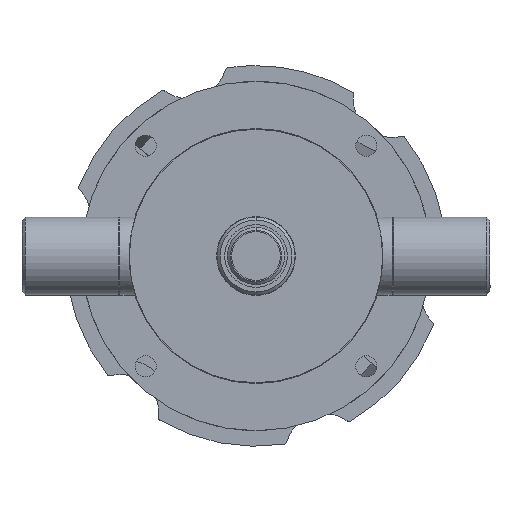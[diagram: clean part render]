
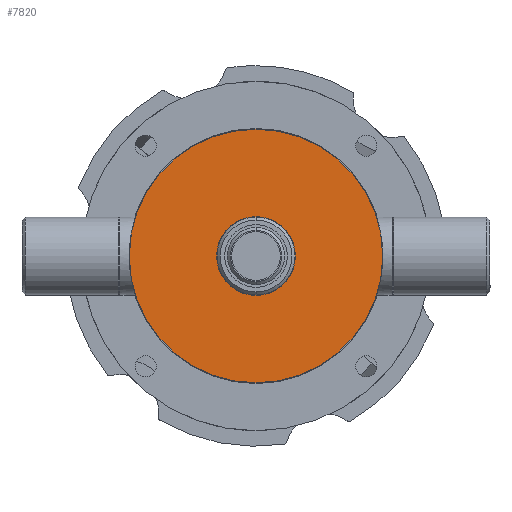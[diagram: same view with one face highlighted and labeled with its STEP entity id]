
A CAD part, left-side view. The second image highlights one B-rep face of the part: STEP entity #7820.
In plain terms, the highlighted planar face has unit normal (-1, 0, 0).
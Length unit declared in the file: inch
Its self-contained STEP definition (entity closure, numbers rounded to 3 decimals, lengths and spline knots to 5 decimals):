
#453 = CARTESIAN_POINT ( 'NONE',  ( -0.125, 0., 0. ) ) ;
#518 = VERTEX_POINT ( 'NONE', #1896 ) ;
#638 = CARTESIAN_POINT ( 'NONE',  ( -0.125, 0.8125, 0. ) ) ;
#782 = DIRECTION ( 'NONE',  ( -1., 0., 0. ) ) ;
#1307 = DIRECTION ( 'NONE',  ( 1., 0., 0. ) ) ;
#1417 = DIRECTION ( 'NONE',  ( 0., 0., -1. ) ) ;
#1896 = CARTESIAN_POINT ( 'NONE',  ( -0.125, 0., -0.8125 ) ) ;
#2126 = AXIS2_PLACEMENT_3D ( 'NONE', #9541, #4354, #10407 ) ;
#2369 = DIRECTION ( 'NONE',  ( -1., 0., 0. ) ) ;
#2432 = CIRCLE ( 'NONE', #6065, 0.2525 ) ;
#2743 = EDGE_CURVE ( 'NONE', #518, #8921, #6971, .T. ) ;
#2912 = EDGE_CURVE ( 'NONE', #3481, #9513, #8444, .T. ) ;
#2913 = ORIENTED_EDGE ( 'NONE', *, *, #6138, .T. ) ;
#3481 = VERTEX_POINT ( 'NONE', #6499 ) ;
#3629 = AXIS2_PLACEMENT_3D ( 'NONE', #638, #2369, #8420 ) ;
#4354 = DIRECTION ( 'NONE',  ( -1., 0., 0. ) ) ;
#6065 = AXIS2_PLACEMENT_3D ( 'NONE', #6511, #1307, #7376 ) ;
#6126 = ORIENTED_EDGE ( 'NONE', *, *, #10139, .T. ) ;
#6138 = EDGE_CURVE ( 'NONE', #8921, #518, #6388, .T. ) ;
#6388 = CIRCLE ( 'NONE', #2126, 0.8125 ) ;
#6499 = CARTESIAN_POINT ( 'NONE',  ( -0.125, 0., 0.2525 ) ) ;
#6511 = CARTESIAN_POINT ( 'NONE',  ( -0.125, 0., 0. ) ) ;
#6697 = AXIS2_PLACEMENT_3D ( 'NONE', #453, #782, #1417 ) ;
#6971 = CIRCLE ( 'NONE', #6697, 0.8125 ) ;
#7178 = EDGE_LOOP ( 'NONE', ( #9942, #2913 ) ) ;
#7376 = DIRECTION ( 'NONE',  ( 0., 0., -1. ) ) ;
#7820 = ADVANCED_FACE ( 'NONE', ( #11123, #10846 ), #10086, .T. ) ;
#8420 = DIRECTION ( 'NONE',  ( 0., 0., 1. ) ) ;
#8444 = CIRCLE ( 'NONE', #10699, 0.2525 ) ;
#8764 = CARTESIAN_POINT ( 'NONE',  ( -0.125, 0., 0.8125 ) ) ;
#8921 = VERTEX_POINT ( 'NONE', #8764 ) ;
#9513 = VERTEX_POINT ( 'NONE', #10590 ) ;
#9541 = CARTESIAN_POINT ( 'NONE',  ( -0.125, 0., 0. ) ) ;
#9558 = ORIENTED_EDGE ( 'NONE', *, *, #2912, .T. ) ;
#9942 = ORIENTED_EDGE ( 'NONE', *, *, #2743, .T. ) ;
#10086 = PLANE ( 'NONE',  #3629 ) ;
#10094 = EDGE_LOOP ( 'NONE', ( #6126, #9558 ) ) ;
#10139 = EDGE_CURVE ( 'NONE', #9513, #3481, #2432, .T. ) ;
#10407 = DIRECTION ( 'NONE',  ( 0., 0., -1. ) ) ;
#10590 = CARTESIAN_POINT ( 'NONE',  ( -0.125, 0., -0.2525 ) ) ;
#10653 = CARTESIAN_POINT ( 'NONE',  ( -0.125, 0., 0. ) ) ;
#10696 = DIRECTION ( 'NONE',  ( 1., 0., 0. ) ) ;
#10699 = AXIS2_PLACEMENT_3D ( 'NONE', #10653, #10696, #10743 ) ;
#10743 = DIRECTION ( 'NONE',  ( 0., 0., -1. ) ) ;
#10846 = FACE_BOUND ( 'NONE', #10094, .T. ) ;
#11123 = FACE_OUTER_BOUND ( 'NONE', #7178, .T. ) ;
